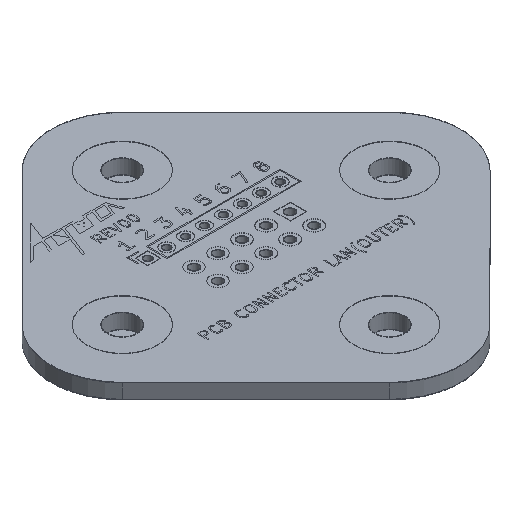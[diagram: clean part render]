
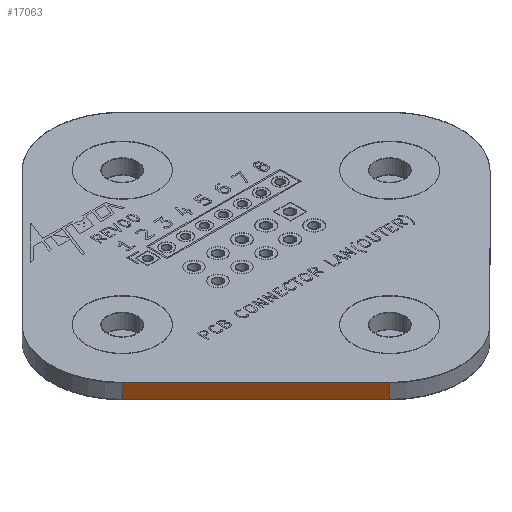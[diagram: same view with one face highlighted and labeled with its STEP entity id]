
A CAD part, isometric view. The second image highlights one B-rep face of the part: STEP entity #17063.
In plain terms, the highlighted planar face has unit normal (-0.707, -0.707, 0).
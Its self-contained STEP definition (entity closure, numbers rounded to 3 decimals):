
#16448 = VERTEX_POINT('',#16449);
#16449 = CARTESIAN_POINT('',(38.27,-71.445,0.));
#16456 = EDGE_CURVE('',#16457,#16448,#16459,.T.);
#16457 = VERTEX_POINT('',#16458);
#16458 = CARTESIAN_POINT('',(52.412,-85.588,0.));
#16459 = LINE('',#16460,#16461);
#16460 = CARTESIAN_POINT('',(52.412,-85.588,0.));
#16461 = VECTOR('',#16462,1.);
#16462 = DIRECTION('',(-0.707,0.707,0.));
#16742 = VERTEX_POINT('',#16743);
#16743 = CARTESIAN_POINT('',(38.27,-71.445,1.51));
#16750 = EDGE_CURVE('',#16751,#16742,#16753,.T.);
#16751 = VERTEX_POINT('',#16752);
#16752 = CARTESIAN_POINT('',(52.412,-85.588,1.51));
#16753 = LINE('',#16754,#16755);
#16754 = CARTESIAN_POINT('',(52.412,-85.588,1.51));
#16755 = VECTOR('',#16756,1.);
#16756 = DIRECTION('',(-0.707,0.707,0.));
#17033 = EDGE_CURVE('',#16448,#16742,#17034,.T.);
#17034 = LINE('',#17035,#17036);
#17035 = CARTESIAN_POINT('',(38.27,-71.445,0.));
#17036 = VECTOR('',#17037,1.);
#17037 = DIRECTION('',(0.,0.,1.));
#17063 = ADVANCED_FACE('',(#17064),#17075,.T.);
#17064 = FACE_BOUND('',#17065,.T.);
#17065 = EDGE_LOOP('',(#17066,#17072,#17073,#17074));
#17066 = ORIENTED_EDGE('',*,*,#17067,.T.);
#17067 = EDGE_CURVE('',#16457,#16751,#17068,.T.);
#17068 = LINE('',#17069,#17070);
#17069 = CARTESIAN_POINT('',(52.412,-85.588,0.));
#17070 = VECTOR('',#17071,1.);
#17071 = DIRECTION('',(0.,0.,1.));
#17072 = ORIENTED_EDGE('',*,*,#16750,.T.);
#17073 = ORIENTED_EDGE('',*,*,#17033,.F.);
#17074 = ORIENTED_EDGE('',*,*,#16456,.F.);
#17075 = PLANE('',#17076);
#17076 = AXIS2_PLACEMENT_3D('',#17077,#17078,#17079);
#17077 = CARTESIAN_POINT('',(52.412,-85.588,0.));
#17078 = DIRECTION('',(-0.707,-0.707,0.));
#17079 = DIRECTION('',(-0.707,0.707,0.));
